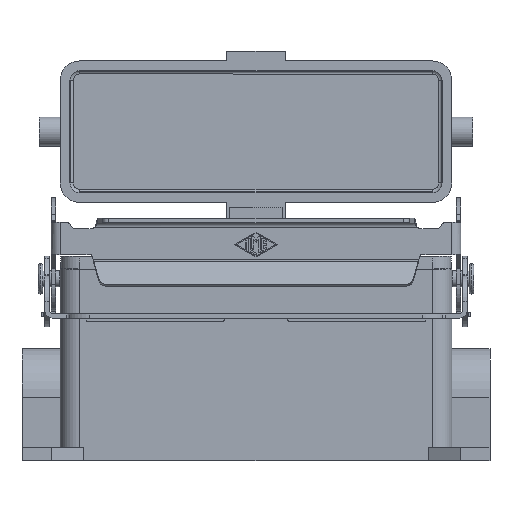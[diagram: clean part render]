
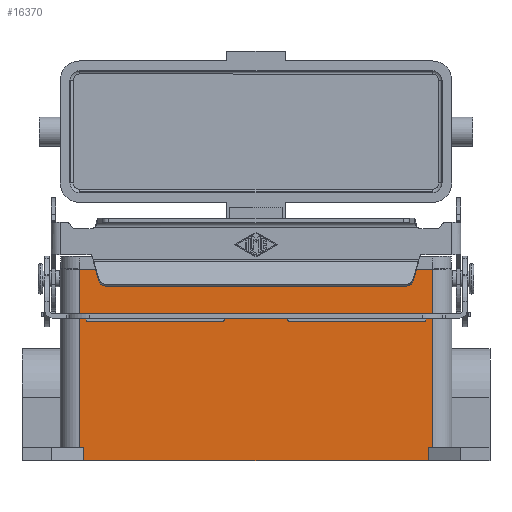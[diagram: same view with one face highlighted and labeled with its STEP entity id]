
A CAD part, front view. The second image highlights one B-rep face of the part: STEP entity #16370.
In plain terms, the highlighted planar face has unit normal (0, -1, 0).
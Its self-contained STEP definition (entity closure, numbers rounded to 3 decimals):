
#16282=CARTESIAN_POINT('',(-53.0,-22.25,-52.0));
#16283=VERTEX_POINT('',#16282);
#16291=CARTESIAN_POINT('',(-53.0,-22.25,-56.));
#16292=VERTEX_POINT('',#16291);
#16299=CARTESIAN_POINT('',(-53.0,-22.25,-56.));
#16300=DIRECTION('',(0.0,0.0,1.0));
#16301=VECTOR('',#16300,4.);
#16302=LINE('',#16299,#16301);
#16303=EDGE_CURVE('',#16292,#16283,#16302,.T.);
#16308=CARTESIAN_POINT('',(53.0,-22.25,-56.));
#16309=DIRECTION('',(0.0,-1.0,0.0));
#16310=DIRECTION('',(0.0,0.0,-1.0));
#16311=AXIS2_PLACEMENT_3D('',#16308,#16309,#16310);
#16312=PLANE('',#16311);
#16313=ORIENTED_EDGE('',*,*,#16303,.F.);
#16314=CARTESIAN_POINT('',(53.0,-22.25,-56.));
#16315=VERTEX_POINT('',#16314);
#16316=CARTESIAN_POINT('',(53.0,-22.25,-56.));
#16317=DIRECTION('',(-1.0,0.0,0.0));
#16318=VECTOR('',#16317,106.0);
#16319=LINE('',#16316,#16318);
#16320=EDGE_CURVE('',#16315,#16292,#16319,.T.);
#16321=ORIENTED_EDGE('',*,*,#16320,.F.);
#16322=CARTESIAN_POINT('',(53.0,-22.25,-52.0));
#16323=VERTEX_POINT('',#16322);
#16324=CARTESIAN_POINT('',(53.0,-22.25,-56.));
#16325=DIRECTION('',(0.0,0.0,1.0));
#16326=VECTOR('',#16325,4.);
#16327=LINE('',#16324,#16326);
#16328=EDGE_CURVE('',#16315,#16323,#16327,.T.);
#16329=ORIENTED_EDGE('',*,*,#16328,.T.);
#16330=CARTESIAN_POINT('',(54.25,-22.25,-52.0));
#16331=VERTEX_POINT('',#16330);
#16332=CARTESIAN_POINT('',(54.25,-22.25,-52.0));
#16333=DIRECTION('',(-1.0,0.0,0.0));
#16334=VECTOR('',#16333,1.25);
#16335=LINE('',#16332,#16334);
#16336=EDGE_CURVE('',#16331,#16323,#16335,.T.);
#16337=ORIENTED_EDGE('',*,*,#16336,.F.);
#16338=CARTESIAN_POINT('',(54.25,-22.25,3.));
#16339=VERTEX_POINT('',#16338);
#16340=CARTESIAN_POINT('',(54.25,-22.25,-52.0));
#16341=DIRECTION('',(0.0,0.0,1.0));
#16342=VECTOR('',#16341,55.);
#16343=LINE('',#16340,#16342);
#16344=EDGE_CURVE('',#16331,#16339,#16343,.T.);
#16345=ORIENTED_EDGE('',*,*,#16344,.T.);
#16346=CARTESIAN_POINT('',(-54.25,-22.25,3.));
#16347=VERTEX_POINT('',#16346);
#16348=CARTESIAN_POINT('',(54.25,-22.25,3.));
#16349=DIRECTION('',(-1.0,0.0,0.0));
#16350=VECTOR('',#16349,108.5);
#16351=LINE('',#16348,#16350);
#16352=EDGE_CURVE('',#16339,#16347,#16351,.T.);
#16353=ORIENTED_EDGE('',*,*,#16352,.T.);
#16354=CARTESIAN_POINT('',(-54.25,-22.25,-52.0));
#16355=VERTEX_POINT('',#16354);
#16356=CARTESIAN_POINT('',(-54.25,-22.25,-52.0));
#16357=DIRECTION('',(0.0,0.0,1.0));
#16358=VECTOR('',#16357,55.);
#16359=LINE('',#16356,#16358);
#16360=EDGE_CURVE('',#16355,#16347,#16359,.T.);
#16361=ORIENTED_EDGE('',*,*,#16360,.F.);
#16362=CARTESIAN_POINT('',(-53.0,-22.25,-52.0));
#16363=DIRECTION('',(-1.0,0.0,0.0));
#16364=VECTOR('',#16363,1.25);
#16365=LINE('',#16362,#16364);
#16366=EDGE_CURVE('',#16283,#16355,#16365,.T.);
#16367=ORIENTED_EDGE('',*,*,#16366,.F.);
#16368=EDGE_LOOP('',(#16313,#16321,#16329,#16337,#16345,#16353,#16361,#16367));
#16369=FACE_OUTER_BOUND('',#16368,.T.);
#16370=ADVANCED_FACE('',(#16369),#16312,.T.);
